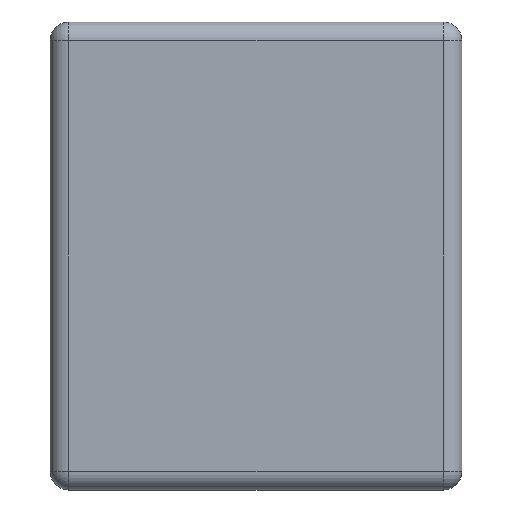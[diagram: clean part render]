
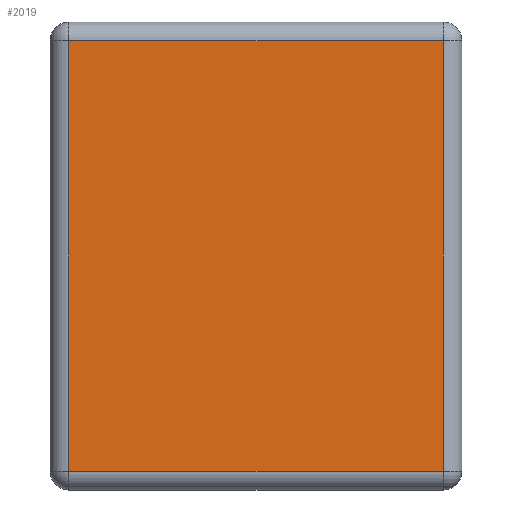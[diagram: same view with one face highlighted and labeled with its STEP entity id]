
A CAD part, left-side view. The second image highlights one B-rep face of the part: STEP entity #2019.
In plain terms, the highlighted planar face has unit normal (-1, 0, 0).
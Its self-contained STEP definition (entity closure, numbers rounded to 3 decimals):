
#107 = VECTOR ( 'NONE', #1337, 1000. ) ;
#213 = LINE ( 'NONE', #697, #407 ) ;
#263 = VERTEX_POINT ( 'NONE', #1180 ) ;
#350 = VERTEX_POINT ( 'NONE', #2922 ) ;
#407 = VECTOR ( 'NONE', #3048, 1000. ) ;
#408 = EDGE_LOOP ( 'NONE', ( #893, #2949, #472, #1089 ) ) ;
#456 = VERTEX_POINT ( 'NONE', #654 ) ;
#472 = ORIENTED_EDGE ( 'NONE', *, *, #2459, .T. ) ;
#588 = CARTESIAN_POINT ( 'NONE',  ( -1., 0.05, 0.575 ) ) ;
#654 = CARTESIAN_POINT ( 'NONE',  ( -1., 0.05, -0.575 ) ) ;
#697 = CARTESIAN_POINT ( 'NONE',  ( -1., 2.496, -0.575 ) ) ;
#893 = ORIENTED_EDGE ( 'NONE', *, *, #1679, .T. ) ;
#1089 = ORIENTED_EDGE ( 'NONE', *, *, #1395, .T. ) ;
#1177 = LINE ( 'NONE', #2609, #2291 ) ;
#1180 = CARTESIAN_POINT ( 'NONE',  ( -1., 1.05, -0.575 ) ) ;
#1189 = CARTESIAN_POINT ( 'NONE',  ( -1., 2.496, -0.625 ) ) ;
#1337 = DIRECTION ( 'NONE',  ( 0., 0., -1. ) ) ;
#1395 = EDGE_CURVE ( 'NONE', #350, #263, #2960, .T. ) ;
#1445 = VERTEX_POINT ( 'NONE', #588 ) ;
#1585 = CARTESIAN_POINT ( 'NONE',  ( -1., 1.05, -0.625 ) ) ;
#1637 = FACE_OUTER_BOUND ( 'NONE', #408, .T. ) ;
#1649 = EDGE_CURVE ( 'NONE', #456, #1445, #2541, .T. ) ;
#1679 = EDGE_CURVE ( 'NONE', #263, #456, #213, .T. ) ;
#1857 = CARTESIAN_POINT ( 'NONE',  ( -1., 0.05, -0.625 ) ) ;
#1902 = DIRECTION ( 'NONE',  ( 0., 0., -1. ) ) ;
#2019 = ADVANCED_FACE ( 'NONE', ( #1637 ), #2815, .F. ) ;
#2115 = DIRECTION ( 'NONE',  ( 0., 0., 1. ) ) ;
#2291 = VECTOR ( 'NONE', #2590, 1000. ) ;
#2459 = EDGE_CURVE ( 'NONE', #1445, #350, #1177, .T. ) ;
#2541 = LINE ( 'NONE', #1857, #2692 ) ;
#2590 = DIRECTION ( 'NONE',  ( 0., 1., 0. ) ) ;
#2609 = CARTESIAN_POINT ( 'NONE',  ( -1., 2.496, 0.575 ) ) ;
#2692 = VECTOR ( 'NONE', #2115, 1000. ) ;
#2815 = PLANE ( 'NONE',  #2845 ) ;
#2845 = AXIS2_PLACEMENT_3D ( 'NONE', #1189, #3078, #1902 ) ;
#2922 = CARTESIAN_POINT ( 'NONE',  ( -1., 1.05, 0.575 ) ) ;
#2949 = ORIENTED_EDGE ( 'NONE', *, *, #1649, .T. ) ;
#2960 = LINE ( 'NONE', #1585, #107 ) ;
#3048 = DIRECTION ( 'NONE',  ( 0., -1., 0. ) ) ;
#3078 = DIRECTION ( 'NONE',  ( 1., 0., 0. ) ) ;
